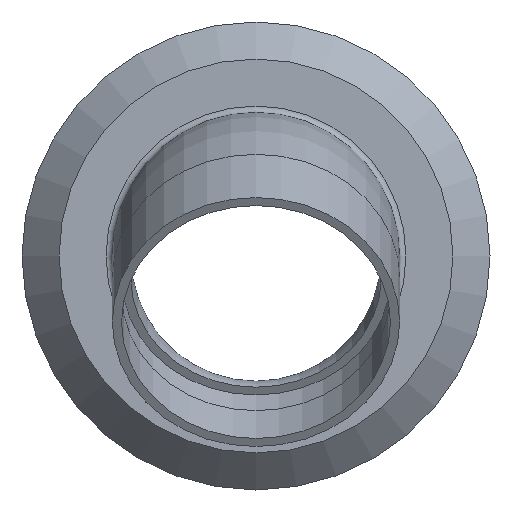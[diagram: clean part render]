
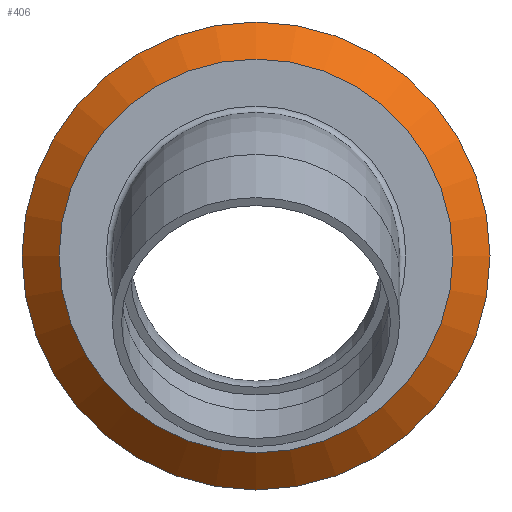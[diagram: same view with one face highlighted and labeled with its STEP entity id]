
A CAD part, front view. The second image highlights one B-rep face of the part: STEP entity #406.
In plain terms, the highlighted conical face has half-angle 45 degrees and reference radius 69.711 mm.
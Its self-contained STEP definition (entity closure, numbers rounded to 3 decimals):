
#37=LINE('',#750,#55);
#55=VECTOR('',#628,69.711);
#60=CONICAL_SURFACE('',#486,69.711,0.785);
#102=FACE_OUTER_BOUND('',#135,.T.);
#135=EDGE_LOOP('',(#363,#364,#365,#366));
#143=CIRCLE('',#435,63.711);
#173=CIRCLE('',#487,75.711);
#179=VERTEX_POINT('',#650);
#209=VERTEX_POINT('',#748);
#215=EDGE_CURVE('',#179,#179,#143,.T.);
#261=EDGE_CURVE('',#209,#209,#173,.T.);
#262=EDGE_CURVE('',#209,#179,#37,.T.);
#363=ORIENTED_EDGE('',*,*,#261,.F.);
#364=ORIENTED_EDGE('',*,*,#262,.T.);
#365=ORIENTED_EDGE('',*,*,#215,.T.);
#366=ORIENTED_EDGE('',*,*,#262,.F.);
#406=ADVANCED_FACE('',(#102),#60,.T.);
#435=AXIS2_PLACEMENT_3D('',#651,#506,#507);
#486=AXIS2_PLACEMENT_3D('',#747,#624,#625);
#487=AXIS2_PLACEMENT_3D('',#749,#626,#627);
#506=DIRECTION('center_axis',(0.,1.,0.));
#507=DIRECTION('ref_axis',(1.,0.,0.));
#624=DIRECTION('center_axis',(0.,1.,0.));
#625=DIRECTION('ref_axis',(0.,0.,1.));
#626=DIRECTION('center_axis',(0.,1.,0.));
#627=DIRECTION('ref_axis',(1.,0.,0.));
#628=DIRECTION('',(0.,-0.707,0.707));
#650=CARTESIAN_POINT('',(0.,-43.,-63.711));
#651=CARTESIAN_POINT('Origin',(0.,-43.,0.));
#747=CARTESIAN_POINT('Origin',(0.,-37.,0.));
#748=CARTESIAN_POINT('',(0.,-31.,-75.711));
#749=CARTESIAN_POINT('Origin',(0.,-31.,0.));
#750=CARTESIAN_POINT('',(0.,-37.,-69.711));
